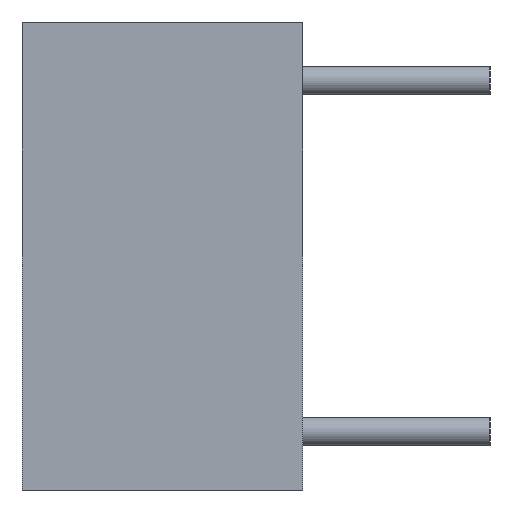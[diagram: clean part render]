
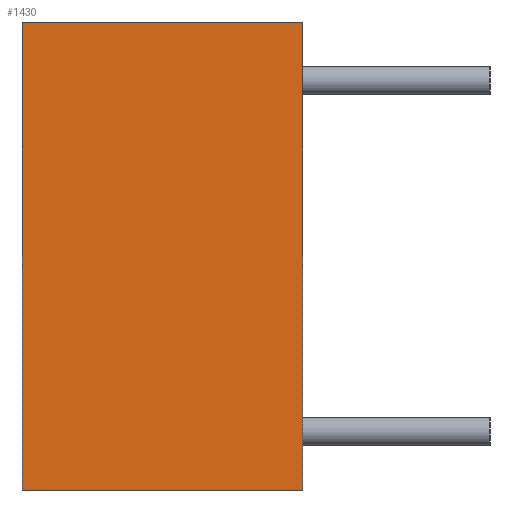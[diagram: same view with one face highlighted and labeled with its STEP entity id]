
A CAD part, left-side view. The second image highlights one B-rep face of the part: STEP entity #1430.
In plain terms, the highlighted planar face has unit normal (-1, 0, 0).
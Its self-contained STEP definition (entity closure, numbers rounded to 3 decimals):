
#594 = CARTESIAN_POINT ( 'NONE',  ( -12.7, 6.1, 5.08 ) ) ;
#600 = EDGE_CURVE ( 'NONE', #2438, #2063, #1907, .T. ) ;
#678 = VECTOR ( 'NONE', #1359, 1000. ) ;
#884 = CARTESIAN_POINT ( 'NONE',  ( -12.7, 6.1, 5.08 ) ) ;
#1042 = CARTESIAN_POINT ( 'NONE',  ( -12.7, 6.1, 5.08 ) ) ;
#1059 = VERTEX_POINT ( 'NONE', #1595 ) ;
#1091 = VECTOR ( 'NONE', #4280, 1000. ) ;
#1275 = VECTOR ( 'NONE', #2450, 1000. ) ;
#1359 = DIRECTION ( 'NONE',  ( 0., 0., 1. ) ) ;
#1411 = VECTOR ( 'NONE', #3324, 1000. ) ;
#1430 = ADVANCED_FACE ( 'NONE', ( #2440 ), #4485, .F. ) ;
#1571 = EDGE_LOOP ( 'NONE', ( #3697, #4212, #3376, #2587 ) ) ;
#1595 = CARTESIAN_POINT ( 'NONE',  ( -12.7, 6.1, -5.08 ) ) ;
#1851 = VERTEX_POINT ( 'NONE', #1976 ) ;
#1863 = CARTESIAN_POINT ( 'NONE',  ( -12.7, 6.1, 5.08 ) ) ;
#1907 = LINE ( 'NONE', #884, #1091 ) ;
#1940 = CARTESIAN_POINT ( 'NONE',  ( -12.7, 6.1, -5.08 ) ) ;
#1976 = CARTESIAN_POINT ( 'NONE',  ( -12.7, 0., -5.08 ) ) ;
#2063 = VERTEX_POINT ( 'NONE', #2169 ) ;
#2169 = CARTESIAN_POINT ( 'NONE',  ( -12.7, 0., 5.08 ) ) ;
#2222 = DIRECTION ( 'NONE',  ( 1., 0., 0. ) ) ;
#2354 = CARTESIAN_POINT ( 'NONE',  ( -12.7, 0., 5.08 ) ) ;
#2438 = VERTEX_POINT ( 'NONE', #594 ) ;
#2440 = FACE_OUTER_BOUND ( 'NONE', #1571, .T. ) ;
#2450 = DIRECTION ( 'NONE',  ( 0., 0., 1. ) ) ;
#2587 = ORIENTED_EDGE ( 'NONE', *, *, #3949, .T. ) ;
#2695 = LINE ( 'NONE', #1042, #678 ) ;
#2714 = LINE ( 'NONE', #2354, #1275 ) ;
#2823 = EDGE_CURVE ( 'NONE', #1059, #2438, #2695, .T. ) ;
#3324 = DIRECTION ( 'NONE',  ( 0., -1., 0. ) ) ;
#3376 = ORIENTED_EDGE ( 'NONE', *, *, #2823, .F. ) ;
#3697 = ORIENTED_EDGE ( 'NONE', *, *, #4221, .T. ) ;
#3949 = EDGE_CURVE ( 'NONE', #1059, #1851, #3995, .T. ) ;
#3976 = AXIS2_PLACEMENT_3D ( 'NONE', #1863, #2222, #4191 ) ;
#3995 = LINE ( 'NONE', #1940, #1411 ) ;
#4191 = DIRECTION ( 'NONE',  ( 0., 0., -1. ) ) ;
#4212 = ORIENTED_EDGE ( 'NONE', *, *, #600, .F. ) ;
#4221 = EDGE_CURVE ( 'NONE', #1851, #2063, #2714, .T. ) ;
#4280 = DIRECTION ( 'NONE',  ( 0., -1., 0. ) ) ;
#4485 = PLANE ( 'NONE',  #3976 ) ;
